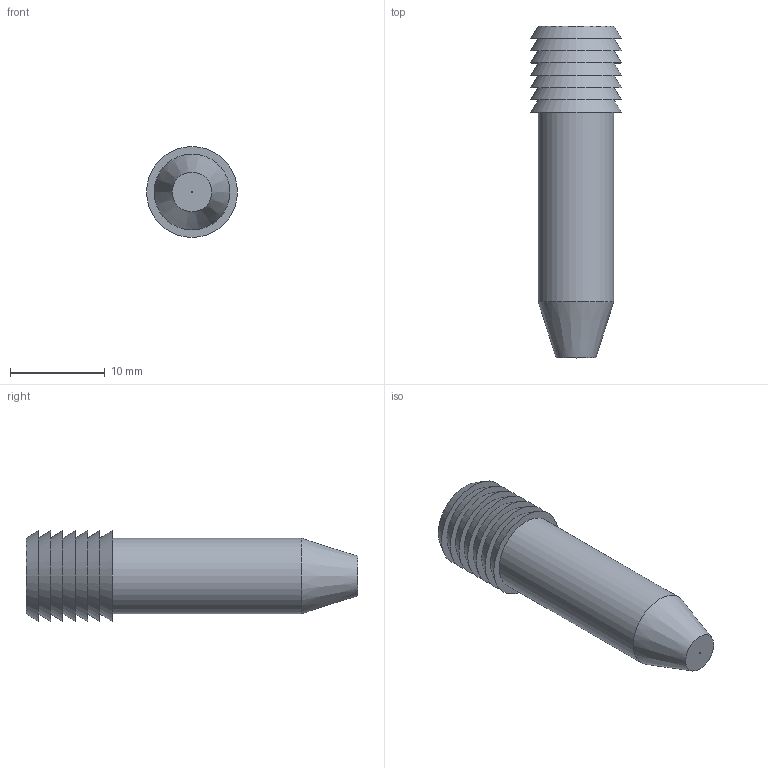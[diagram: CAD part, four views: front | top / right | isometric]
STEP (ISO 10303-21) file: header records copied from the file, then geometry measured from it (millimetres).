
FILE_DESCRIPTION(/* description */ (''),/* implementation_level */ '2;1');
FILE_NAME(/* name */ 'nozzle_with_hose_barb_200mkm_8mm.stp',/* time_stamp */ '2024-04-22T22:49:27+03:00',/* author */ ('vasily'),/* organization */ (''),/* preprocessor_version */ 'ST-DEVELOPER v20',/* originating_system */ 'Autodesk Inventor 2024',/* authorisation */ '');
FILE_SCHEMA (('AUTOMOTIVE_DESIGN { 1 0 10303 214 3 1 1 }'));
Length unit declared in the file: millimetre
Products named in the file (1): nozzle_with_hose_barb
Bounding box: 9.6 x 35.05 x 9.6 mm (x, y, z)
Volume: 1357.6 mm3; surface area: 1517.2 mm2
Topology: 1 solids, 1 shells, 22 faces, 35 edges, 22 vertices
Faces by surface type: cone 10, plane 9, cylinder 3
Full cylindrical faces by diameter (mm): 0.2 x1, 4 x1, 8 x1
Entity records: 556 total; most frequent: DIRECTION 103, CARTESIAN_POINT 80, ORIENTED_EDGE 70, AXIS2_PLACEMENT_3D 45, EDGE_CURVE 35, EDGE_LOOP 31, FACE_OUTER_BOUND 22, CIRCLE 22
